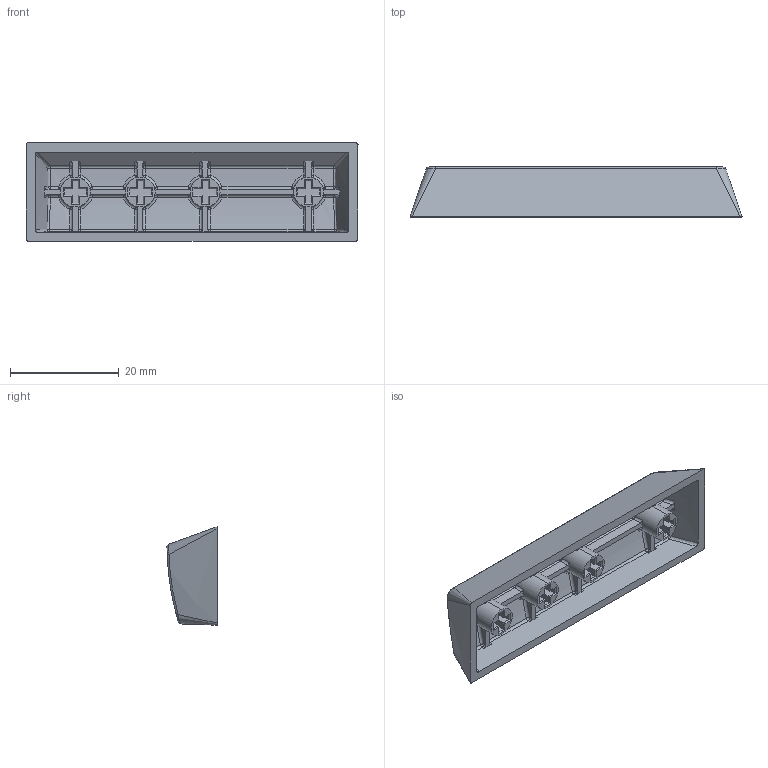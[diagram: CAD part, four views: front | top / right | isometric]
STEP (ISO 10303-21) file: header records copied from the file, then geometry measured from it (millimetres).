
FILE_DESCRIPTION (( 'STEP AP214' ), '1' );
FILE_NAME ('r4c_3.25_Offset_vM.STEP', '2023-01-18T20:06:01', ( '' ), ( '' ), 'SwSTEP 2.0', 'SolidWorks 2019', '' );
FILE_SCHEMA (( 'AUTOMOTIVE_DESIGN' ));
Length unit declared in the file: millimetre
Products named in the file (1): r4c_3.25_Offset_vM
Bounding box: 61.06 x 9.2 x 18.1 mm (x, y, z)
Volume: 3745.2 mm3; surface area: 4759.9 mm2
Topology: 1 solids, 1 shells, 351 faces, 848 edges, 484 vertices
Faces by surface type: plane 144, cylinder 93, sphere 56, bspline 42, torus 16
Entity records: 11207 total; most frequent: CARTESIAN_POINT 3511, ORIENTED_EDGE 1616, DIRECTION 1600, EDGE_CURVE 808, AXIS2_PLACEMENT_3D 598, VERTEX_POINT 464, LINE 404, VECTOR 404
